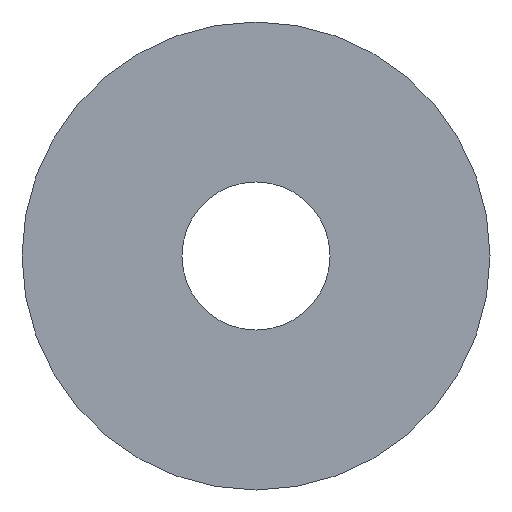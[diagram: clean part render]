
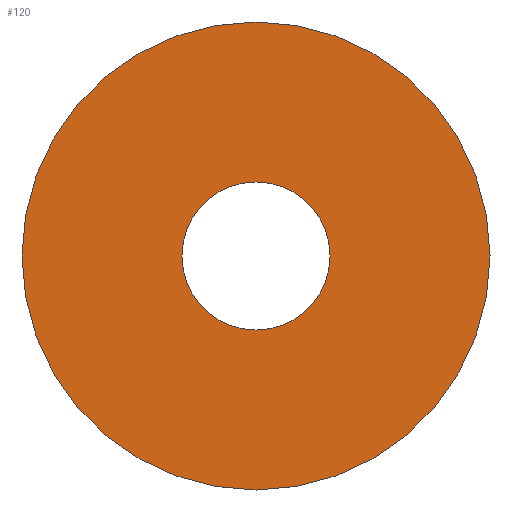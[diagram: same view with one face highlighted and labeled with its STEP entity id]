
A CAD part, front view. The second image highlights one B-rep face of the part: STEP entity #120.
In plain terms, the highlighted planar face has unit normal (0, -1, 0).
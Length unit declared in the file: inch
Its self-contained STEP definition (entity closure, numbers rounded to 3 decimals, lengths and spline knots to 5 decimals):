
#2 = VERTEX_POINT ( 'NONE', #251 ) ;
#5 = ORIENTED_EDGE ( 'NONE', *, *, #72, .T. ) ;
#12 = DIRECTION ( 'NONE',  ( 0., 0., 1. ) ) ;
#13 = EDGE_CURVE ( 'NONE', #44, #2, #132, .T. ) ;
#14 = DIRECTION ( 'NONE',  ( 0., 1., 0. ) ) ;
#16 = CIRCLE ( 'NONE', #106, 0.4125 ) ;
#29 = ORIENTED_EDGE ( 'NONE', *, *, #76, .F. ) ;
#31 = CARTESIAN_POINT ( 'NONE',  ( 0., -6.125, 0. ) ) ;
#44 = VERTEX_POINT ( 'NONE', #47 ) ;
#47 = CARTESIAN_POINT ( 'NONE',  ( 0., -6.125, -0.4125 ) ) ;
#48 = DIRECTION ( 'NONE',  ( 0., 0., 1. ) ) ;
#56 = AXIS2_PLACEMENT_3D ( 'NONE', #201, #119, #227 ) ;
#68 = CARTESIAN_POINT ( 'NONE',  ( 0., -6.125, 0. ) ) ;
#72 = EDGE_CURVE ( 'NONE', #113, #83, #236, .T. ) ;
#75 = CARTESIAN_POINT ( 'NONE',  ( 0., -6.125, 0. ) ) ;
#76 = EDGE_CURVE ( 'NONE', #2, #44, #16, .T. ) ;
#81 = AXIS2_PLACEMENT_3D ( 'NONE', #246, #107, #48 ) ;
#82 = EDGE_CURVE ( 'NONE', #83, #113, #143, .T. ) ;
#83 = VERTEX_POINT ( 'NONE', #162 ) ;
#84 = ORIENTED_EDGE ( 'NONE', *, *, #82, .T. ) ;
#89 = DIRECTION ( 'NONE',  ( 0., 1., 0. ) ) ;
#94 = DIRECTION ( 'NONE',  ( 0., 0., 1. ) ) ;
#104 = ORIENTED_EDGE ( 'NONE', *, *, #13, .F. ) ;
#106 = AXIS2_PLACEMENT_3D ( 'NONE', #31, #14, #228 ) ;
#107 = DIRECTION ( 'NONE',  ( 0., 1., 0. ) ) ;
#113 = VERTEX_POINT ( 'NONE', #183 ) ;
#119 = DIRECTION ( 'NONE',  ( 0., 1., 0. ) ) ;
#120 = ADVANCED_FACE ( 'NONE', ( #250, #125 ), #243, .F. ) ;
#125 = FACE_BOUND ( 'NONE', #199, .T. ) ;
#132 = CIRCLE ( 'NONE', #56, 0.4125 ) ;
#143 = CIRCLE ( 'NONE', #81, 0.1305 ) ;
#162 = CARTESIAN_POINT ( 'NONE',  ( 0., -6.125, -0.1305 ) ) ;
#166 = DIRECTION ( 'NONE',  ( 0., 1., 0. ) ) ;
#183 = CARTESIAN_POINT ( 'NONE',  ( 0., -6.125, 0.1305 ) ) ;
#193 = AXIS2_PLACEMENT_3D ( 'NONE', #68, #89, #12 ) ;
#199 = EDGE_LOOP ( 'NONE', ( #84, #5 ) ) ;
#201 = CARTESIAN_POINT ( 'NONE',  ( 0., -6.125, 0. ) ) ;
#217 = EDGE_LOOP ( 'NONE', ( #104, #29 ) ) ;
#227 = DIRECTION ( 'NONE',  ( 0., 0., 1. ) ) ;
#228 = DIRECTION ( 'NONE',  ( 0., 0., 1. ) ) ;
#229 = AXIS2_PLACEMENT_3D ( 'NONE', #75, #166, #94 ) ;
#236 = CIRCLE ( 'NONE', #229, 0.1305 ) ;
#243 = PLANE ( 'NONE',  #193 ) ;
#246 = CARTESIAN_POINT ( 'NONE',  ( 0., -6.125, 0. ) ) ;
#250 = FACE_OUTER_BOUND ( 'NONE', #217, .T. ) ;
#251 = CARTESIAN_POINT ( 'NONE',  ( 0., -6.125, 0.4125 ) ) ;
